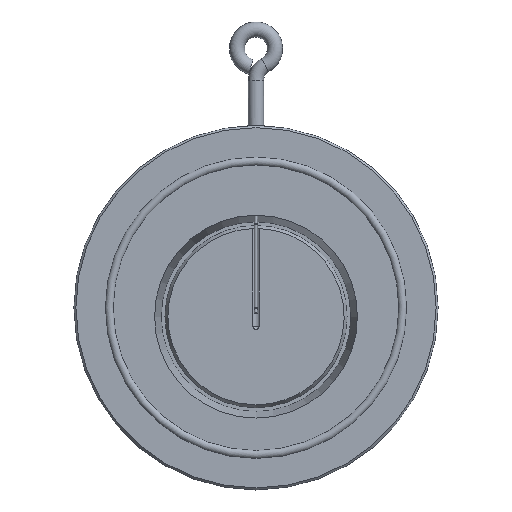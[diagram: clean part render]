
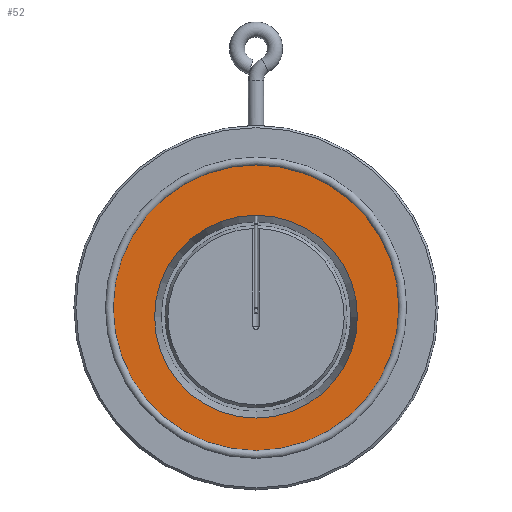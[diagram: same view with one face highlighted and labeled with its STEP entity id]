
A CAD part, top view. The second image highlights one B-rep face of the part: STEP entity #52.
In plain terms, the highlighted planar face has unit normal (0, 0, 1).
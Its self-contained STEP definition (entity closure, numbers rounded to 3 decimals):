
#14 = AXIS2_PLACEMENT_3D ( 'NONE', #144, #434, #217 ) ;
#52 = ADVANCED_FACE ( 'NONE', ( #608, #833 ), #188, .F. ) ;
#109 = EDGE_CURVE ( 'NONE', #114, #114, #255, .T. ) ;
#114 = VERTEX_POINT ( 'NONE', #911 ) ;
#130 = AXIS2_PLACEMENT_3D ( 'NONE', #886, #819, #838 ) ;
#144 = CARTESIAN_POINT ( 'NONE',  ( 0., 0., 0. ) ) ;
#188 = PLANE ( 'NONE',  #330 ) ;
#194 = DIRECTION ( 'NONE',  ( 0., 0., -1. ) ) ;
#217 = DIRECTION ( 'NONE',  ( 1., 0., 0. ) ) ;
#255 = CIRCLE ( 'NONE', #14, 56.47 ) ;
#262 = VERTEX_POINT ( 'NONE', #592 ) ;
#330 = AXIS2_PLACEMENT_3D ( 'NONE', #450, #194, #653 ) ;
#434 = DIRECTION ( 'NONE',  ( 0., 0., 1. ) ) ;
#446 = EDGE_LOOP ( 'NONE', ( #614 ) ) ;
#450 = CARTESIAN_POINT ( 'NONE',  ( 0., 0., 0. ) ) ;
#486 = EDGE_LOOP ( 'NONE', ( #672 ) ) ;
#513 = CIRCLE ( 'NONE', #130, 40.099 ) ;
#592 = CARTESIAN_POINT ( 'NONE',  ( 0., -43.599, 0. ) ) ;
#608 = FACE_BOUND ( 'NONE', #486, .T. ) ;
#614 = ORIENTED_EDGE ( 'NONE', *, *, #109, .T. ) ;
#653 = DIRECTION ( 'NONE',  ( -1., 0., 0. ) ) ;
#672 = ORIENTED_EDGE ( 'NONE', *, *, #931, .F. ) ;
#819 = DIRECTION ( 'NONE',  ( 0., 0., 1. ) ) ;
#833 = FACE_OUTER_BOUND ( 'NONE', #446, .T. ) ;
#838 = DIRECTION ( 'NONE',  ( 0., -1., 0. ) ) ;
#886 = CARTESIAN_POINT ( 'NONE',  ( 0., -3.5, 0. ) ) ;
#911 = CARTESIAN_POINT ( 'NONE',  ( 56.47, 0., 0. ) ) ;
#931 = EDGE_CURVE ( 'NONE', #262, #262, #513, .T. ) ;
